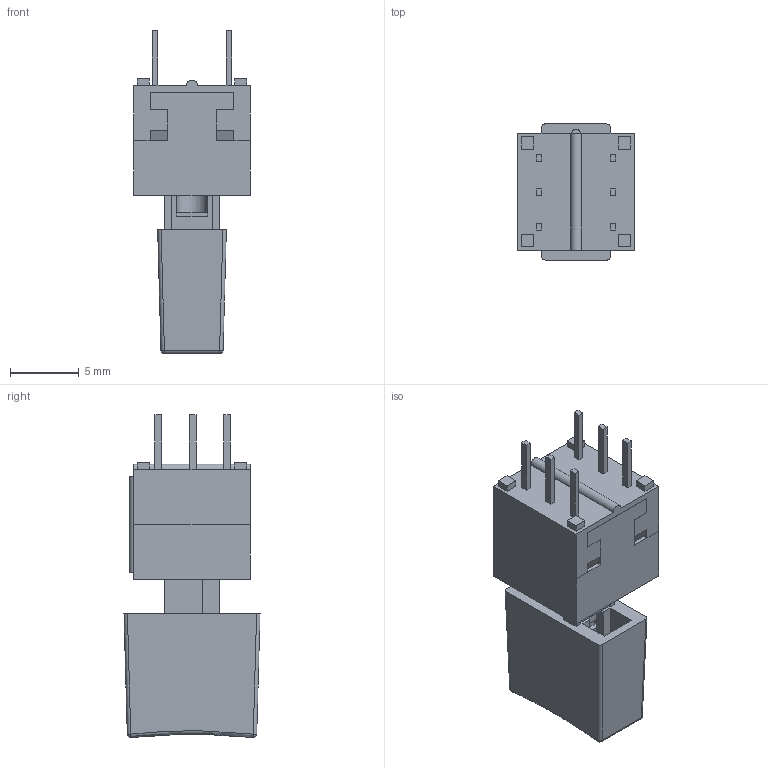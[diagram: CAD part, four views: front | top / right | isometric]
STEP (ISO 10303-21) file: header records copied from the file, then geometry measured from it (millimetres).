
FILE_DESCRIPTION(/* description */ (''),/* implementation_level */ '2;1');
FILE_NAME(/* name */ 'TL2201xxZA1Cxxx.stp',/* time_stamp */ '2026-01-13T11:40:15-06:00',/* author */ ('jmeyers'),/* organization */ (''),/* preprocessor_version */ 'ST-DEVELOPER v18.1',/* originating_system */ 'Autodesk Inventor 2022',/* authorisation */ '');
FILE_SCHEMA (('AUTOMOTIVE_DESIGN { 1 0 10303 214 3 1 1 }'));
Length unit declared in the file: inch
Products named in the file (1): Part2
Bounding box: 8.5 x 9.9 x 23.5 mm (x, y, z)
Volume: 566 mm3; surface area: 1509.1 mm2
Topology: 1 solids, 1 shells, 279 faces, 734 edges, 464 vertices
Faces by surface type: plane 241, cylinder 28, sphere 8, bspline 2
Entity records: 8473 total; most frequent: CARTESIAN_POINT 1548, ORIENTED_EDGE 1460, DIRECTION 1340, EDGE_CURVE 730, LINE 668, VECTOR 668, VERTEX_POINT 464, AXIS2_PLACEMENT_3D 336
